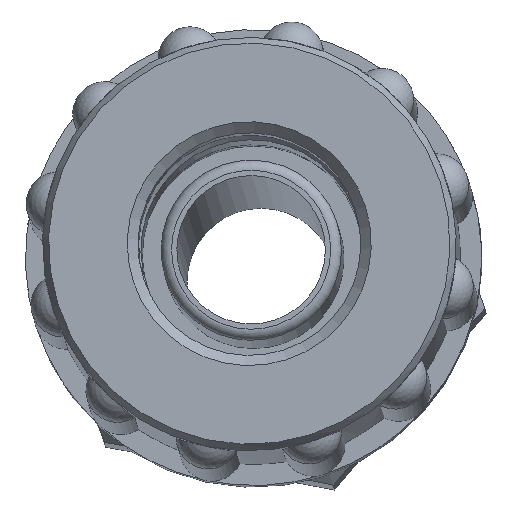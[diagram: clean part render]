
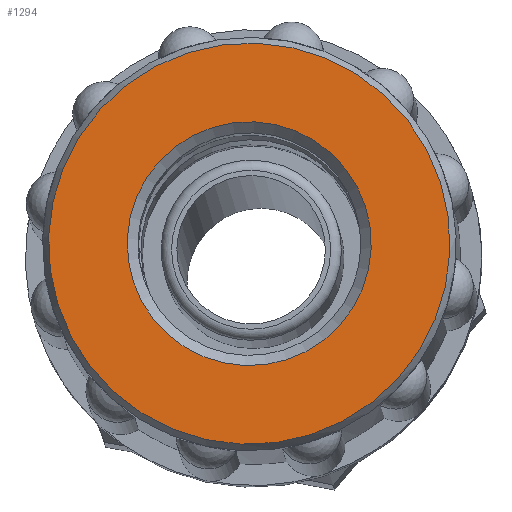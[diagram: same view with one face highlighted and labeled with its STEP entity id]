
A CAD part, front view. The second image highlights one B-rep face of the part: STEP entity #1294.
In plain terms, the highlighted face is planar.
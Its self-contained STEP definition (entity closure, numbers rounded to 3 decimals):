
#1222=CARTESIAN_POINT('',(5.75,0.,18.0));
#1223=VERTEX_POINT('',#1222);
#1224=CARTESIAN_POINT('',(0.0,0.0,18.0));
#1225=DIRECTION('',(0.0,0.0,1.0));
#1226=DIRECTION('',(-1.0,0.0,0.0));
#1227=AXIS2_PLACEMENT_3D('',#1224,#1225,#1226);
#1228=CIRCLE('',#1227,5.75);
#1229=EDGE_CURVE('',#1223,#1223,#1228,.T.);
#1275=CARTESIAN_POINT('',(0.0,0.0,18.0));
#1276=DIRECTION('',(0.0,0.0,-1.0));
#1277=DIRECTION('',(-1.0,0.0,0.0));
#1278=AXIS2_PLACEMENT_3D('',#1275,#1276,#1277);
#1279=PLANE('',#1278);
#1280=CARTESIAN_POINT('',(9.461,0.,18.0));
#1281=VERTEX_POINT('',#1280);
#1282=CARTESIAN_POINT('',(0.0,0.0,18.0));
#1283=DIRECTION('',(0.0,0.0,-1.0));
#1284=DIRECTION('',(-1.0,0.0,0.0));
#1285=AXIS2_PLACEMENT_3D('',#1282,#1283,#1284);
#1286=CIRCLE('',#1285,9.461);
#1287=EDGE_CURVE('',#1281,#1281,#1286,.T.);
#1288=ORIENTED_EDGE('',*,*,#1287,.F.);
#1289=EDGE_LOOP('',(#1288));
#1290=FACE_OUTER_BOUND('',#1289,.T.);
#1291=ORIENTED_EDGE('',*,*,#1229,.F.);
#1292=EDGE_LOOP('',(#1291));
#1293=FACE_BOUND('',#1292,.T.);
#1294=ADVANCED_FACE('',(#1290,#1293),#1279,.F.);
